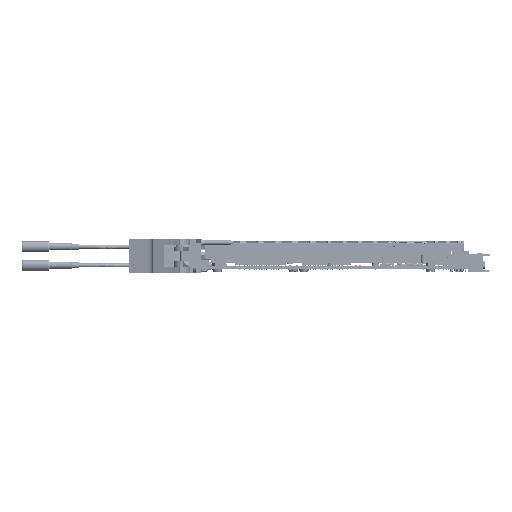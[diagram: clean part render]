
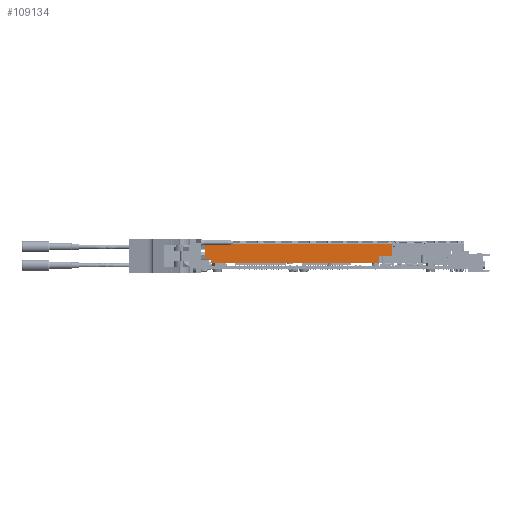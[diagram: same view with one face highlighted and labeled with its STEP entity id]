
A CAD part, front view. The second image highlights one B-rep face of the part: STEP entity #109134.
In plain terms, the highlighted planar face has unit normal (0, -1, 0).
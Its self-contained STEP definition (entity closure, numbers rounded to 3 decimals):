
#19883 = CARTESIAN_POINT ( 'NONE',  ( 31.786, -36.477, -7.127 ) ) ;
#19908 = CARTESIAN_POINT ( 'NONE',  ( -79.097, -36.477, -0.864 ) ) ;
#19910 = CARTESIAN_POINT ( 'NONE',  ( 24.786, -36.477, -8.127 ) ) ;
#19913 = CARTESIAN_POINT ( 'NONE',  ( 31.786, -36.477, -0.864 ) ) ;
#19915 = CARTESIAN_POINT ( 'NONE',  ( 30.786, -36.477, -8.127 ) ) ;
#19918 = CARTESIAN_POINT ( 'NONE',  ( 22.786, -36.477, -12.127 ) ) ;
#19922 = CARTESIAN_POINT ( 'NONE',  ( 23.786, -36.477, -9.127 ) ) ;
#19925 = CARTESIAN_POINT ( 'NONE',  ( 23.786, -36.477, -11.127 ) ) ;
#19931 = CARTESIAN_POINT ( 'NONE',  ( -78.097, -36.477, -9.627 ) ) ;
#19935 = CARTESIAN_POINT ( 'NONE',  ( -79.097, -36.477, -8.627 ) ) ;
#19945 = CARTESIAN_POINT ( 'NONE',  ( -75.497, -36.477, -11.127 ) ) ;
#19948 = CARTESIAN_POINT ( 'NONE',  ( -75.497, -36.477, -10.627 ) ) ;
#19951 = CARTESIAN_POINT ( 'NONE',  ( -76.497, -36.477, -9.627 ) ) ;
#19958 = CARTESIAN_POINT ( 'NONE',  ( -74.497, -36.477, -12.127 ) ) ;
#47300 = VERTEX_POINT ( 'NONE', #19883 ) ;
#47329 = VERTEX_POINT ( 'NONE', #19908 ) ;
#47332 = VERTEX_POINT ( 'NONE', #19910 ) ;
#47335 = VERTEX_POINT ( 'NONE', #19913 ) ;
#47338 = VERTEX_POINT ( 'NONE', #19915 ) ;
#47343 = VERTEX_POINT ( 'NONE', #19918 ) ;
#47347 = VERTEX_POINT ( 'NONE', #19922 ) ;
#47353 = VERTEX_POINT ( 'NONE', #19925 ) ;
#47358 = VERTEX_POINT ( 'NONE', #19931 ) ;
#47365 = VERTEX_POINT ( 'NONE', #19935 ) ;
#47375 = VERTEX_POINT ( 'NONE', #19945 ) ;
#47379 = VERTEX_POINT ( 'NONE', #19948 ) ;
#47381 = VERTEX_POINT ( 'NONE', #19951 ) ;
#47389 = VERTEX_POINT ( 'NONE', #19958 ) ;
#48108 = ORIENTED_EDGE ( 'NONE', *, *, #117129, .F. ) ;
#48112 = ORIENTED_EDGE ( 'NONE', *, *, #117140, .T. ) ;
#48115 = ORIENTED_EDGE ( 'NONE', *, *, #117127, .F. ) ;
#48118 = ORIENTED_EDGE ( 'NONE', *, *, #117125, .F. ) ;
#48122 = ORIENTED_EDGE ( 'NONE', *, *, #117123, .F. ) ;
#48126 = ORIENTED_EDGE ( 'NONE', *, *, #117121, .T. ) ;
#48130 = ORIENTED_EDGE ( 'NONE', *, *, #117120, .F. ) ;
#48134 = ORIENTED_EDGE ( 'NONE', *, *, #117146, .T. ) ;
#48137 = ORIENTED_EDGE ( 'NONE', *, *, #117158, .F. ) ;
#48141 = ORIENTED_EDGE ( 'NONE', *, *, #117162, .T. ) ;
#48145 = ORIENTED_EDGE ( 'NONE', *, *, #117176, .F. ) ;
#48149 = ORIENTED_EDGE ( 'NONE', *, *, #117186, .T. ) ;
#48152 = ORIENTED_EDGE ( 'NONE', *, *, #117197, .T. ) ;
#48156 = ORIENTED_EDGE ( 'NONE', *, *, #117205, .F. ) ;
#52085 = FACE_OUTER_BOUND ( 'NONE', #259727, .T. ) ;
#109134 = ADVANCED_FACE ( 'NONE', ( #52085 ), #214882, .F. ) ;
#112397 = DIRECTION ( 'NONE',  ( 0., 0., 1. ) ) ;
#112411 = CARTESIAN_POINT ( 'NONE',  ( 73.523, -36.477, -12.127 ) ) ;
#112413 = CARTESIAN_POINT ( 'NONE',  ( -75.497, -36.477, -10.627 ) ) ;
#112416 = DIRECTION ( 'NONE',  ( -1., 0., 0. ) ) ;
#112422 = CARTESIAN_POINT ( 'NONE',  ( -79.097, -36.477, -9.627 ) ) ;
#112426 = DIRECTION ( 'NONE',  ( -1., 0., 0. ) ) ;
#112428 = CARTESIAN_POINT ( 'NONE',  ( -74.497, -36.477, -11.127 ) ) ;
#112431 = DIRECTION ( 'NONE',  ( 0., -1., 0. ) ) ;
#112434 = DIRECTION ( 'NONE',  ( 0., 0., 1. ) ) ;
#112447 = CARTESIAN_POINT ( 'NONE',  ( -76.497, -36.477, -10.627 ) ) ;
#112449 = DIRECTION ( 'NONE',  ( 0., -1., 0. ) ) ;
#112453 = DIRECTION ( 'NONE',  ( -1., 0., 0. ) ) ;
#112457 = CARTESIAN_POINT ( 'NONE',  ( -79.097, -36.477, -12.127 ) ) ;
#112463 = DIRECTION ( 'NONE',  ( 0., 0., 1. ) ) ;
#112499 = CARTESIAN_POINT ( 'NONE',  ( -78.097, -36.477, -8.627 ) ) ;
#112501 = DIRECTION ( 'NONE',  ( 0., -1., 0. ) ) ;
#112504 = DIRECTION ( 'NONE',  ( 0., 0., 1. ) ) ;
#112516 = CARTESIAN_POINT ( 'NONE',  ( 22.786, -36.477, -11.127 ) ) ;
#112518 = DIRECTION ( 'NONE',  ( 0., -1., 0. ) ) ;
#112521 = DIRECTION ( 'NONE',  ( 0., 0., 1. ) ) ;
#112540 = CARTESIAN_POINT ( 'NONE',  ( 23.786, -36.477, -8.127 ) ) ;
#112543 = DIRECTION ( 'NONE',  ( 0., 0., -1. ) ) ;
#112558 = CARTESIAN_POINT ( 'NONE',  ( 24.786, -36.477, -9.127 ) ) ;
#112560 = DIRECTION ( 'NONE',  ( 0., 1., 0. ) ) ;
#112563 = DIRECTION ( 'NONE',  ( 0., 0., 1. ) ) ;
#112584 = CARTESIAN_POINT ( 'NONE',  ( 31.786, -36.477, -8.127 ) ) ;
#112588 = DIRECTION ( 'NONE',  ( -1., 0., 0. ) ) ;
#112610 = CARTESIAN_POINT ( 'NONE',  ( 30.786, -36.477, -7.127 ) ) ;
#112613 = DIRECTION ( 'NONE',  ( 0., -1., 0. ) ) ;
#112616 = DIRECTION ( 'NONE',  ( 0., 0., 1. ) ) ;
#112630 = CARTESIAN_POINT ( 'NONE',  ( 31.786, -36.477, -12.127 ) ) ;
#112634 = DIRECTION ( 'NONE',  ( 0., 0., 1. ) ) ;
#112638 = DIRECTION ( 'NONE',  ( 1., 0., 0. ) ) ;
#112640 = CARTESIAN_POINT ( 'NONE',  ( 73.523, -36.477, -0.864 ) ) ;
#117120 = EDGE_CURVE ( 'NONE', #47343, #47389, #246247, .T. ) ;
#117121 = EDGE_CURVE ( 'NONE', #47375, #47389, #246244, .T. ) ;
#117123 = EDGE_CURVE ( 'NONE', #47375, #47379, #246251, .T. ) ;
#117125 = EDGE_CURVE ( 'NONE', #47379, #47381, #246252, .T. ) ;
#117127 = EDGE_CURVE ( 'NONE', #47381, #47358, #246254, .T. ) ;
#117129 = EDGE_CURVE ( 'NONE', #47365, #47329, #246255, .T. ) ;
#117140 = EDGE_CURVE ( 'NONE', #47365, #47358, #246267, .T. ) ;
#117146 = EDGE_CURVE ( 'NONE', #47343, #47353, #246257, .T. ) ;
#117158 = EDGE_CURVE ( 'NONE', #47347, #47353, #246277, .T. ) ;
#117162 = EDGE_CURVE ( 'NONE', #47347, #47332, #246282, .T. ) ;
#117176 = EDGE_CURVE ( 'NONE', #47338, #47332, #246293, .T. ) ;
#117186 = EDGE_CURVE ( 'NONE', #47338, #47300, #246298, .T. ) ;
#117197 = EDGE_CURVE ( 'NONE', #47300, #47335, #246307, .T. ) ;
#117205 = EDGE_CURVE ( 'NONE', #47329, #47335, #246316, .T. ) ;
#128505 = AXIS2_PLACEMENT_3D ( 'NONE', #214980, #214983, #214985 ) ;
#214882 = PLANE ( 'NONE',  #128505 ) ;
#214980 = CARTESIAN_POINT ( 'NONE',  ( 73.523, -36.477, -12.127 ) ) ;
#214983 = DIRECTION ( 'NONE',  ( 0., 1., 0. ) ) ;
#214985 = DIRECTION ( 'NONE',  ( 0., 0., 1. ) ) ;
#246244 = CIRCLE ( 'NONE', #265164, 1. ) ;
#246247 = LINE ( 'NONE', #112411, #246250 ) ;
#246250 = VECTOR ( 'NONE', #112416, 1000. ) ;
#246251 = LINE ( 'NONE', #112413, #246253 ) ;
#246252 = CIRCLE ( 'NONE', #265168, 1. ) ;
#246253 = VECTOR ( 'NONE', #112397, 1000. ) ;
#246254 = LINE ( 'NONE', #112422, #246256 ) ;
#246255 = LINE ( 'NONE', #112457, #246259 ) ;
#246256 = VECTOR ( 'NONE', #112426, 1000. ) ;
#246257 = CIRCLE ( 'NONE', #265177, 1. ) ;
#246259 = VECTOR ( 'NONE', #112463, 1000. ) ;
#246267 = CIRCLE ( 'NONE', #265173, 1. ) ;
#246277 = LINE ( 'NONE', #112540, #246280 ) ;
#246280 = VECTOR ( 'NONE', #112543, 1000. ) ;
#246282 = CIRCLE ( 'NONE', #265183, 1. ) ;
#246293 = LINE ( 'NONE', #112584, #246296 ) ;
#246296 = VECTOR ( 'NONE', #112588, 1000. ) ;
#246298 = CIRCLE ( 'NONE', #265192, 1. ) ;
#246307 = LINE ( 'NONE', #112630, #246313 ) ;
#246313 = VECTOR ( 'NONE', #112634, 1000. ) ;
#246316 = LINE ( 'NONE', #112640, #246318 ) ;
#246318 = VECTOR ( 'NONE', #112638, 1000. ) ;
#259727 = EDGE_LOOP ( 'NONE', ( #48108, #48112, #48115, #48118, #48122, #48126, #48130, #48134, #48137, #48141, #48145, #48149, #48152, #48156 ) ) ;
#265164 = AXIS2_PLACEMENT_3D ( 'NONE', #112428, #112431, #112434 ) ;
#265168 = AXIS2_PLACEMENT_3D ( 'NONE', #112447, #112449, #112453 ) ;
#265173 = AXIS2_PLACEMENT_3D ( 'NONE', #112499, #112501, #112504 ) ;
#265177 = AXIS2_PLACEMENT_3D ( 'NONE', #112516, #112518, #112521 ) ;
#265183 = AXIS2_PLACEMENT_3D ( 'NONE', #112558, #112560, #112563 ) ;
#265192 = AXIS2_PLACEMENT_3D ( 'NONE', #112610, #112613, #112616 ) ;
